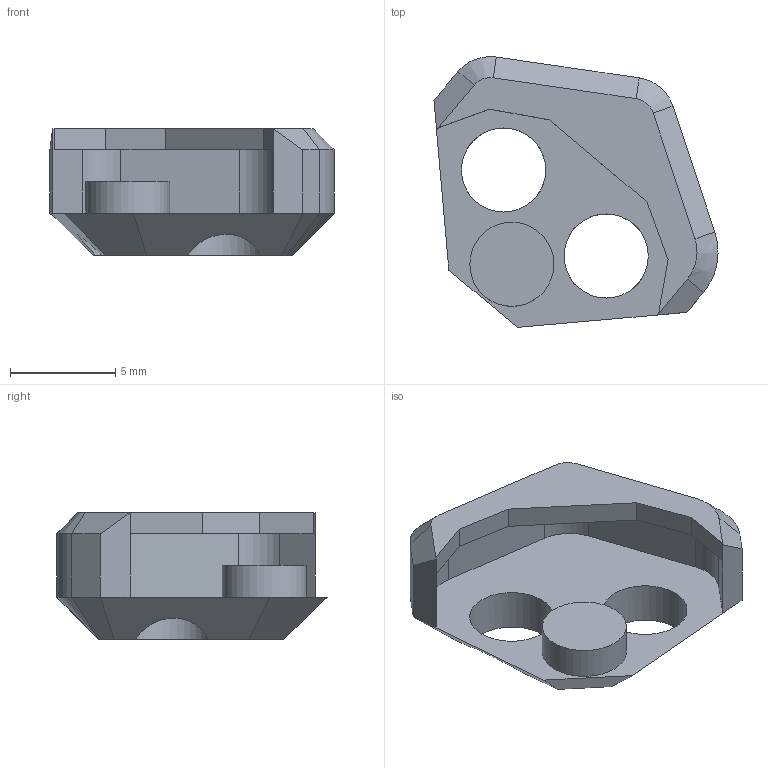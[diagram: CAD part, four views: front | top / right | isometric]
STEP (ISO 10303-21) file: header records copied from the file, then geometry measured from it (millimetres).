
FILE_DESCRIPTION(/* description */ (''),/* implementation_level */ '2;1');
FILE_NAME(/* name */ 'KM_ArmBumper_DevKit.step',/* time_stamp */ '2024-04-27T11:18:09+02:00',/* author */ (''),/* organization */ (''),/* preprocessor_version */ 'ST-DEVELOPER v20',/* originating_system */ 'Autodesk Translation Framework v12.20.1.177',/* authorisation */ '');
FILE_SCHEMA (('AUTOMOTIVE_DESIGN { 1 0 10303 214 3 1 1 }'));
Length unit declared in the file: millimetre
Products named in the file (3): Kayoumini latest; Composant1; Composant2
Assembly tree (2 placements, depth 2):
  Kayoumini latest
    Composant1
    Composant2
Bounding box: 13.51 x 12.87 x 6 mm (x, y, z)
Volume: 284 mm3; surface area: 559.2 mm2
Topology: 1 solids, 1 shells, 46 faces, 117 edges, 70 vertices
Faces by surface type: plane 31, cylinder 9, cone 6
Full cylindrical faces by diameter (mm): 4 x3
Entity records: 1556 total; most frequent: DIRECTION 243, CARTESIAN_POINT 236, ORIENTED_EDGE 230, EDGE_CURVE 115, LINE 89, VECTOR 89, AXIS2_PLACEMENT_3D 77, VERTEX_POINT 70
